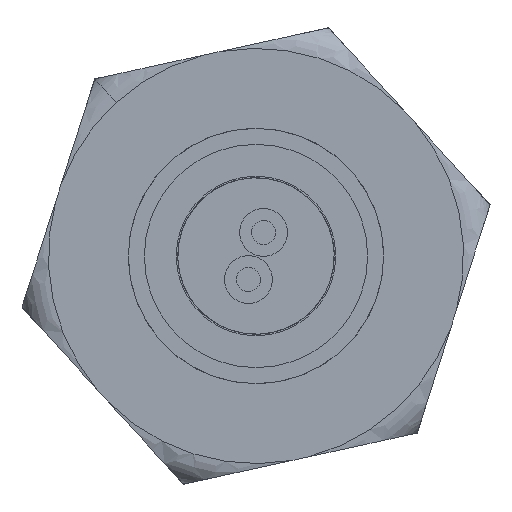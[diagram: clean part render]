
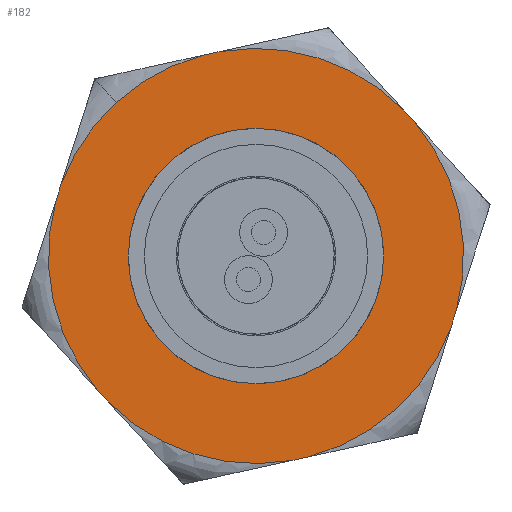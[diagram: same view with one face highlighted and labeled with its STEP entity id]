
A CAD part, front view. The second image highlights one B-rep face of the part: STEP entity #182.
In plain terms, the highlighted face is planar.
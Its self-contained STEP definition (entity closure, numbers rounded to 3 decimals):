
#21 = AXIS2_PLACEMENT_3D ( 'NONE', #1707, #1919, #59 ) ;
#54 = CARTESIAN_POINT ( 'NONE',  ( 3.753, -6.5, 0. ) ) ;
#59 = DIRECTION ( 'NONE',  ( -1., 0., 0. ) ) ;
#68 = DIRECTION ( 'NONE',  ( 0., 0., -1. ) ) ;
#88 = CARTESIAN_POINT ( 'NONE',  ( 0., 0., 0. ) ) ;
#89 = CARTESIAN_POINT ( 'NONE',  ( 0.269, -6.5, 0. ) ) ;
#145 = DIRECTION ( 'NONE',  ( 0.5, -0.866, 0. ) ) ;
#148 = CIRCLE ( 'NONE', #2025, 6.506 ) ;
#156 = CIRCLE ( 'NONE', #990, 4. ) ;
#166 = CARTESIAN_POINT ( 'NONE',  ( -7.506, 0., 0. ) ) ;
#182 = ADVANCED_FACE ( 'NONE', ( #1698, #2345 ), #857, .F. ) ;
#205 = LINE ( 'NONE', #432, #1491 ) ;
#248 = CARTESIAN_POINT ( 'NONE',  ( 0., 0., 0. ) ) ;
#428 = EDGE_CURVE ( 'NONE', #1107, #1773, #448, .T. ) ;
#432 = CARTESIAN_POINT ( 'NONE',  ( -3.753, 6.5, 0. ) ) ;
#434 = CARTESIAN_POINT ( 'NONE',  ( 0., 0., 0. ) ) ;
#448 = CIRCLE ( 'NONE', #815, 4. ) ;
#452 = VECTOR ( 'NONE', #2703, 1000. ) ;
#459 = CIRCLE ( 'NONE', #1988, 6.506 ) ;
#491 = AXIS2_PLACEMENT_3D ( 'NONE', #1683, #2534, #2329 ) ;
#499 = CARTESIAN_POINT ( 'NONE',  ( -5.495, -3.483, 0. ) ) ;
#520 = VERTEX_POINT ( 'NONE', #891 ) ;
#533 = VECTOR ( 'NONE', #2215, 1000. ) ;
#538 = ORIENTED_EDGE ( 'NONE', *, *, #1020, .T. ) ;
#563 = VERTEX_POINT ( 'NONE', #1189 ) ;
#572 = VERTEX_POINT ( 'NONE', #1166 ) ;
#576 = VECTOR ( 'NONE', #670, 1000. ) ;
#591 = DIRECTION ( 'NONE',  ( 1., 0., 0. ) ) ;
#625 = AXIS2_PLACEMENT_3D ( 'NONE', #1686, #1850, #827 ) ;
#650 = AXIS2_PLACEMENT_3D ( 'NONE', #248, #68, #1311 ) ;
#670 = DIRECTION ( 'NONE',  ( -1., 0., 0. ) ) ;
#677 = CARTESIAN_POINT ( 'NONE',  ( 0., 0., 0. ) ) ;
#706 = VERTEX_POINT ( 'NONE', #1768 ) ;
#709 = AXIS2_PLACEMENT_3D ( 'NONE', #2371, #710, #2599 ) ;
#710 = DIRECTION ( 'NONE',  ( 0., 0., -1. ) ) ;
#732 = EDGE_CURVE ( 'NONE', #966, #706, #2076, .T. ) ;
#744 = VERTEX_POINT ( 'NONE', #2644 ) ;
#784 = CARTESIAN_POINT ( 'NONE',  ( -3.753, -6.5, 0. ) ) ;
#787 = EDGE_CURVE ( 'NONE', #520, #2155, #205, .T. ) ;
#792 = ORIENTED_EDGE ( 'NONE', *, *, #1937, .F. ) ;
#815 = AXIS2_PLACEMENT_3D ( 'NONE', #2678, #1876, #591 ) ;
#827 = DIRECTION ( 'NONE',  ( -1., 0., 0. ) ) ;
#832 = EDGE_CURVE ( 'NONE', #2208, #1303, #148, .T. ) ;
#857 = PLANE ( 'NONE',  #491 ) ;
#874 = CARTESIAN_POINT ( 'NONE',  ( 3.753, 6.5, 0. ) ) ;
#888 = CIRCLE ( 'NONE', #625, 6.506 ) ;
#891 = CARTESIAN_POINT ( 'NONE',  ( -5.495, 3.483, 0. ) ) ;
#925 = AXIS2_PLACEMENT_3D ( 'NONE', #88, #1339, #1731 ) ;
#949 = CARTESIAN_POINT ( 'NONE',  ( -4., 0., 0. ) ) ;
#966 = VERTEX_POINT ( 'NONE', #1304 ) ;
#973 = CIRCLE ( 'NONE', #925, 6.506 ) ;
#982 = ORIENTED_EDGE ( 'NONE', *, *, #732, .F. ) ;
#990 = AXIS2_PLACEMENT_3D ( 'NONE', #677, #2069, #2040 ) ;
#999 = LINE ( 'NONE', #784, #533 ) ;
#1010 = CARTESIAN_POINT ( 'NONE',  ( 5.495, -3.483, 0. ) ) ;
#1013 = ORIENTED_EDGE ( 'NONE', *, *, #1642, .T. ) ;
#1020 = EDGE_CURVE ( 'NONE', #744, #1845, #1326, .T. ) ;
#1107 = VERTEX_POINT ( 'NONE', #949 ) ;
#1166 = CARTESIAN_POINT ( 'NONE',  ( 5.764, -3.017, 0. ) ) ;
#1169 = EDGE_LOOP ( 'NONE', ( #1013, #2391, #538, #1335, #1536, #1976, #792, #1365, #982, #1291, #1448, #2670, #2133 ) ) ;
#1189 = CARTESIAN_POINT ( 'NONE',  ( -0.269, 6.5, 0. ) ) ;
#1207 = CIRCLE ( 'NONE', #650, 6.506 ) ;
#1219 = EDGE_CURVE ( 'NONE', #1773, #1107, #156, .T. ) ;
#1241 = CARTESIAN_POINT ( 'NONE',  ( 4., 0., 0. ) ) ;
#1288 = DIRECTION ( 'NONE',  ( 0., 0., -1. ) ) ;
#1291 = ORIENTED_EDGE ( 'NONE', *, *, #2548, .T. ) ;
#1303 = VERTEX_POINT ( 'NONE', #89 ) ;
#1304 = CARTESIAN_POINT ( 'NONE',  ( 5.764, 3.017, 0. ) ) ;
#1311 = DIRECTION ( 'NONE',  ( -1., 0., 0. ) ) ;
#1326 = CIRCLE ( 'NONE', #21, 6.506 ) ;
#1335 = ORIENTED_EDGE ( 'NONE', *, *, #1830, .T. ) ;
#1339 = DIRECTION ( 'NONE',  ( 0., 0., -1. ) ) ;
#1365 = ORIENTED_EDGE ( 'NONE', *, *, #2529, .T. ) ;
#1377 = ORIENTED_EDGE ( 'NONE', *, *, #428, .T. ) ;
#1382 = ORIENTED_EDGE ( 'NONE', *, *, #1219, .T. ) ;
#1428 = EDGE_CURVE ( 'NONE', #744, #2577, #1812, .T. ) ;
#1448 = ORIENTED_EDGE ( 'NONE', *, *, #2558, .F. ) ;
#1491 = VECTOR ( 'NONE', #1672, 1000. ) ;
#1536 = ORIENTED_EDGE ( 'NONE', *, *, #787, .F. ) ;
#1570 = EDGE_LOOP ( 'NONE', ( #1377, #1382 ) ) ;
#1576 = VERTEX_POINT ( 'NONE', #2268 ) ;
#1622 = EDGE_CURVE ( 'NONE', #520, #563, #2374, .T. ) ;
#1642 = EDGE_CURVE ( 'NONE', #1576, #2577, #973, .T. ) ;
#1672 = DIRECTION ( 'NONE',  ( -0.5, -0.866, 0. ) ) ;
#1683 = CARTESIAN_POINT ( 'NONE',  ( 0., 0., 0. ) ) ;
#1686 = CARTESIAN_POINT ( 'NONE',  ( 0., 0., 0. ) ) ;
#1690 = EDGE_CURVE ( 'NONE', #1576, #1303, #999, .T. ) ;
#1698 = FACE_BOUND ( 'NONE', #1570, .T. ) ;
#1707 = CARTESIAN_POINT ( 'NONE',  ( 0., 0., 0. ) ) ;
#1731 = DIRECTION ( 'NONE',  ( -1., 0., 0. ) ) ;
#1768 = CARTESIAN_POINT ( 'NONE',  ( 5.495, 3.483, 0. ) ) ;
#1773 = VERTEX_POINT ( 'NONE', #1241 ) ;
#1812 = LINE ( 'NONE', #166, #2606 ) ;
#1830 = EDGE_CURVE ( 'NONE', #1845, #2155, #888, .T. ) ;
#1845 = VERTEX_POINT ( 'NONE', #2307 ) ;
#1850 = DIRECTION ( 'NONE',  ( 0., 0., -1. ) ) ;
#1872 = DIRECTION ( 'NONE',  ( -1., 0., 0. ) ) ;
#1876 = DIRECTION ( 'NONE',  ( 0., 0., 1. ) ) ;
#1887 = CARTESIAN_POINT ( 'NONE',  ( 7.506, 0., 0. ) ) ;
#1919 = DIRECTION ( 'NONE',  ( 0., 0., -1. ) ) ;
#1937 = EDGE_CURVE ( 'NONE', #2657, #563, #2576, .T. ) ;
#1976 = ORIENTED_EDGE ( 'NONE', *, *, #1622, .T. ) ;
#1988 = AXIS2_PLACEMENT_3D ( 'NONE', #434, #1288, #2108 ) ;
#2025 = AXIS2_PLACEMENT_3D ( 'NONE', #2498, #2093, #1872 ) ;
#2037 = VECTOR ( 'NONE', #2338, 1000. ) ;
#2040 = DIRECTION ( 'NONE',  ( 1., 0., 0. ) ) ;
#2069 = DIRECTION ( 'NONE',  ( 0., 0., 1. ) ) ;
#2076 = LINE ( 'NONE', #1887, #452 ) ;
#2093 = DIRECTION ( 'NONE',  ( 0., 0., -1. ) ) ;
#2108 = DIRECTION ( 'NONE',  ( -1., 0., 0. ) ) ;
#2133 = ORIENTED_EDGE ( 'NONE', *, *, #1690, .F. ) ;
#2139 = LINE ( 'NONE', #54, #2037 ) ;
#2155 = VERTEX_POINT ( 'NONE', #2192 ) ;
#2186 = CARTESIAN_POINT ( 'NONE',  ( 0.269, 6.5, 0. ) ) ;
#2192 = CARTESIAN_POINT ( 'NONE',  ( -5.764, 3.017, 0. ) ) ;
#2208 = VERTEX_POINT ( 'NONE', #1010 ) ;
#2215 = DIRECTION ( 'NONE',  ( 1., 0., 0. ) ) ;
#2268 = CARTESIAN_POINT ( 'NONE',  ( -0.269, -6.5, 0. ) ) ;
#2307 = CARTESIAN_POINT ( 'NONE',  ( -6.506, 0., 0. ) ) ;
#2329 = DIRECTION ( 'NONE',  ( 1., 0., 0. ) ) ;
#2338 = DIRECTION ( 'NONE',  ( 0.5, 0.866, 0. ) ) ;
#2345 = FACE_OUTER_BOUND ( 'NONE', #1169, .T. ) ;
#2371 = CARTESIAN_POINT ( 'NONE',  ( 0., 0., 0. ) ) ;
#2374 = CIRCLE ( 'NONE', #709, 6.506 ) ;
#2391 = ORIENTED_EDGE ( 'NONE', *, *, #1428, .F. ) ;
#2498 = CARTESIAN_POINT ( 'NONE',  ( 0., 0., 0. ) ) ;
#2529 = EDGE_CURVE ( 'NONE', #2657, #706, #1207, .T. ) ;
#2534 = DIRECTION ( 'NONE',  ( 0., 0., 1. ) ) ;
#2548 = EDGE_CURVE ( 'NONE', #966, #572, #459, .T. ) ;
#2558 = EDGE_CURVE ( 'NONE', #2208, #572, #2139, .T. ) ;
#2576 = LINE ( 'NONE', #874, #576 ) ;
#2577 = VERTEX_POINT ( 'NONE', #499 ) ;
#2599 = DIRECTION ( 'NONE',  ( -1., 0., 0. ) ) ;
#2606 = VECTOR ( 'NONE', #145, 1000. ) ;
#2644 = CARTESIAN_POINT ( 'NONE',  ( -5.764, -3.017, 0. ) ) ;
#2657 = VERTEX_POINT ( 'NONE', #2186 ) ;
#2670 = ORIENTED_EDGE ( 'NONE', *, *, #832, .T. ) ;
#2678 = CARTESIAN_POINT ( 'NONE',  ( 0., 0., 0. ) ) ;
#2703 = DIRECTION ( 'NONE',  ( -0.5, 0.866, 0. ) ) ;
